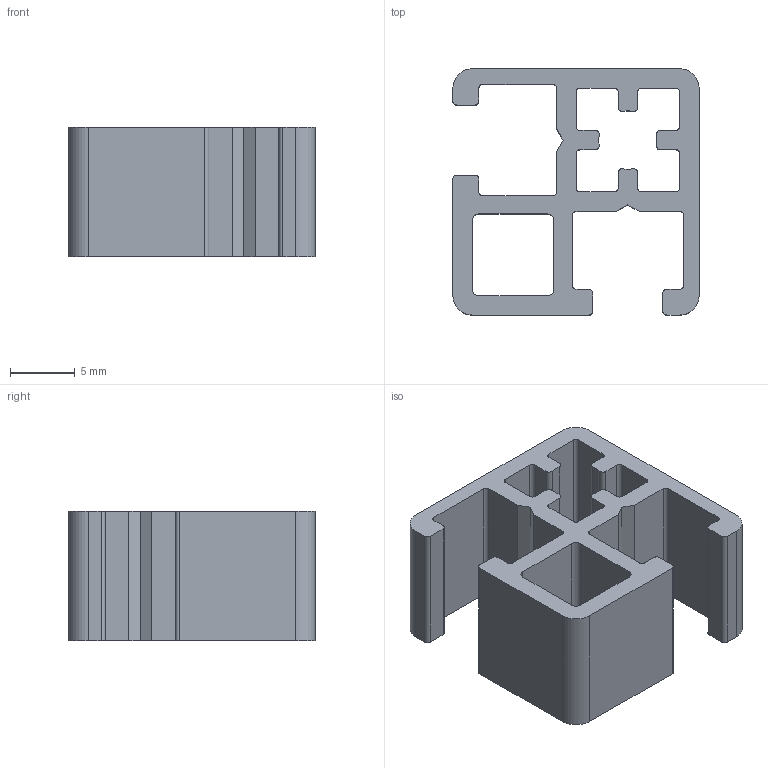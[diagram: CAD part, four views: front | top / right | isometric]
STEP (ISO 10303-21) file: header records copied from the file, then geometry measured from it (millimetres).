
FILE_DESCRIPTION(/* description */ ('Profil 19x19'),/* implementation_level */ '2;1');
FILE_NAME(/* name */ 'ZEI_CAD_201075-0-REV01_#SALL_#AIN_#V1.step',/* time_stamp */ '2022-09-15T20:47:41+02:00',/* author */ ('MiniTec'),/* organization */ ('MiniTec GmbH & Co.KG'),/* preprocessor_version */ 'ST-DEVELOPER v18.1',/* originating_system */ 'Autodesk Inventor 2021',/* authorisation */ '');
FILE_SCHEMA (('CONFIG_CONTROL_DESIGN'));
Length unit declared in the file: millimetre
Products named in the file (1): 20-1075-0FZ.002
Bounding box: 19 x 19 x 10 mm (x, y, z)
Volume: 1406.5 mm3; surface area: 2129.4 mm2
Topology: 1 solids, 1 shells, 96 faces, 282 edges, 188 vertices
Faces by surface type: plane 48, cylinder 48
Entity records: 3271 total; most frequent: DIRECTION 572, CARTESIAN_POINT 567, ORIENTED_EDGE 564, EDGE_CURVE 282, AXIS2_PLACEMENT_3D 193, VERTEX_POINT 188, LINE 186, VECTOR 186
